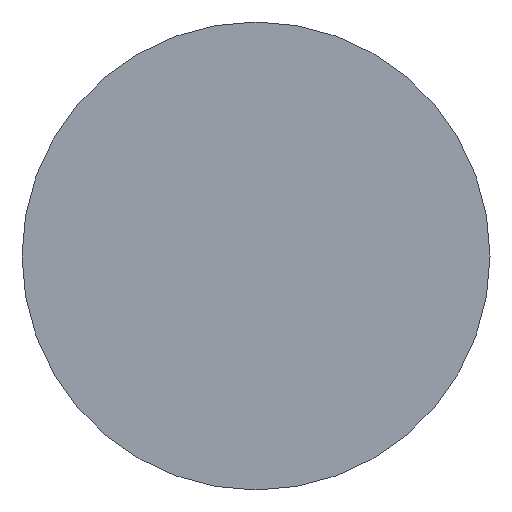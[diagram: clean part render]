
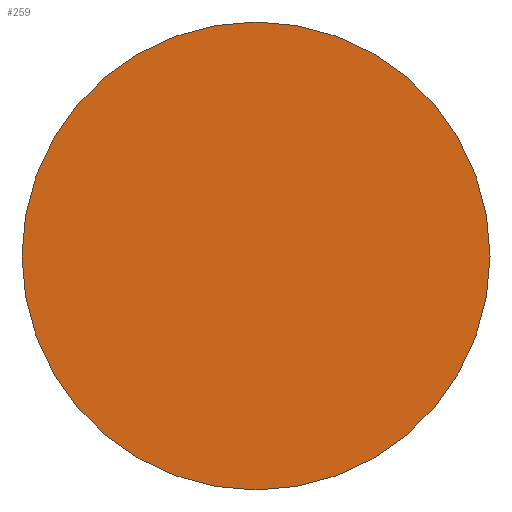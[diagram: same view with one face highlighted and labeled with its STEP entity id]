
A CAD part, front view. The second image highlights one B-rep face of the part: STEP entity #259.
In plain terms, the highlighted planar face has unit normal (0, -1, 0).
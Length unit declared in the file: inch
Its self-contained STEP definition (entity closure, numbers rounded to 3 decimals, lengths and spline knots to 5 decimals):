
#17 = ORIENTED_EDGE ( 'NONE', *, *, #35, .T. ) ;
#34 = DIRECTION ( 'NONE',  ( 0., 0., -1. ) ) ;
#35 = EDGE_CURVE ( 'NONE', #413, #410, #238, .T. ) ;
#46 = AXIS2_PLACEMENT_3D ( 'NONE', #131, #355, #250 ) ;
#54 = EDGE_CURVE ( 'NONE', #410, #413, #256, .T. ) ;
#56 = CARTESIAN_POINT ( 'NONE',  ( 0., 0., 0. ) ) ;
#95 = AXIS2_PLACEMENT_3D ( 'NONE', #56, #409, #225 ) ;
#103 = FACE_OUTER_BOUND ( 'NONE', #299, .T. ) ;
#131 = CARTESIAN_POINT ( 'NONE',  ( 0., 0., 0. ) ) ;
#220 = ORIENTED_EDGE ( 'NONE', *, *, #54, .T. ) ;
#225 = DIRECTION ( 'NONE',  ( 0., 0., -1. ) ) ;
#238 = CIRCLE ( 'NONE', #46, 0.1875 ) ;
#250 = DIRECTION ( 'NONE',  ( 0., 0., -1. ) ) ;
#256 = CIRCLE ( 'NONE', #95, 0.1875 ) ;
#259 = ADVANCED_FACE ( 'NONE', ( #103 ), #400, .T. ) ;
#299 = EDGE_LOOP ( 'NONE', ( #220, #17 ) ) ;
#316 = CARTESIAN_POINT ( 'NONE',  ( 0., 0., 0.1875 ) ) ;
#347 = AXIS2_PLACEMENT_3D ( 'NONE', #402, #369, #34 ) ;
#355 = DIRECTION ( 'NONE',  ( 0., -1., 0. ) ) ;
#359 = CARTESIAN_POINT ( 'NONE',  ( 0., 0., -0.1875 ) ) ;
#369 = DIRECTION ( 'NONE',  ( 0., -1., 0. ) ) ;
#400 = PLANE ( 'NONE',  #347 ) ;
#402 = CARTESIAN_POINT ( 'NONE',  ( 0., 0., 0. ) ) ;
#409 = DIRECTION ( 'NONE',  ( 0., -1., 0. ) ) ;
#410 = VERTEX_POINT ( 'NONE', #359 ) ;
#413 = VERTEX_POINT ( 'NONE', #316 ) ;
